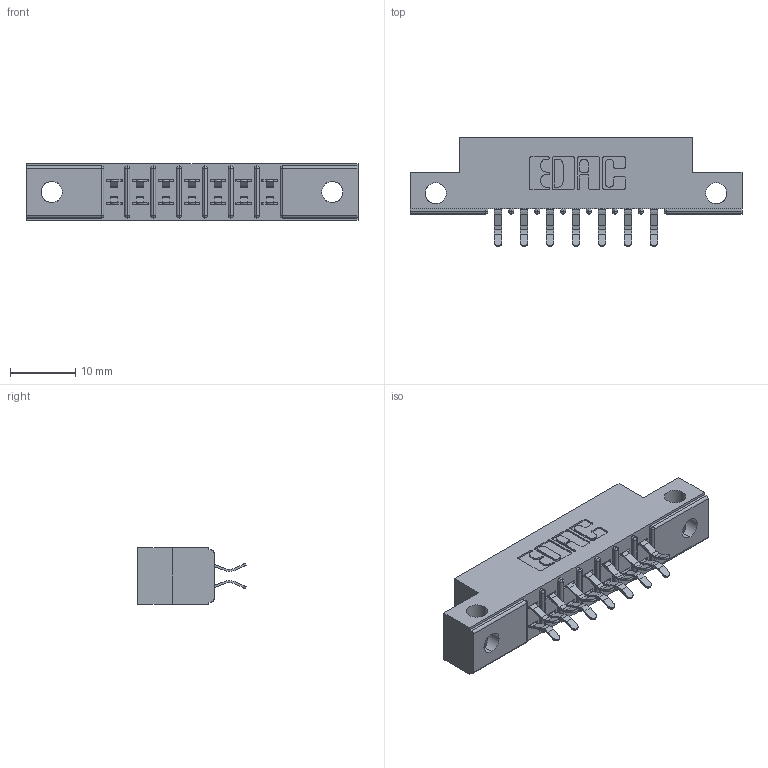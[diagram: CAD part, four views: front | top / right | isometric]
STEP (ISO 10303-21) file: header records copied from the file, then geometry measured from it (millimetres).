
FILE_DESCRIPTION (( 'STEP AP203' ), '1' );
FILE_NAME ('305-014-556-212.STEP', '2020-09-19T20:25:31', ( '' ), ( '' ), 'SwSTEP 2.0', 'SolidWorks 2020', '' );
FILE_SCHEMA (( 'CONFIG_CONTROL_DESIGN' ));
Length unit declared in the file: inch
Products named in the file (3): 305-014-556-212; 305-290-001_556; 305 Part_.128 Dia
Assembly tree (15 placements, depth 2):
  305-014-556-212
    305 Part_.128 Dia
    305-290-001_556  x14
Bounding box: 50.75 x 16.64 x 8.71 mm (x, y, z)
Volume: 3064.1 mm3; surface area: 4915.8 mm2
Topology: 15 solids, 15 shells, 912 faces, 2613 edges, 1698 vertices
Faces by surface type: plane 502, cylinder 382, sphere 28
Entity records: 12468 total; most frequent: CARTESIAN_POINT 2115, ORIENTED_EDGE 2050, DIRECTION 2017, EDGE_CURVE 1025, LINE 769, VECTOR 769, VERTEX_POINT 658, AXIS2_PLACEMENT_3D 624
